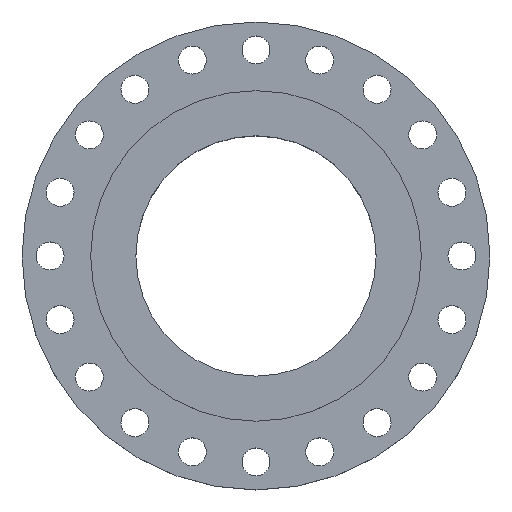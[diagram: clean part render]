
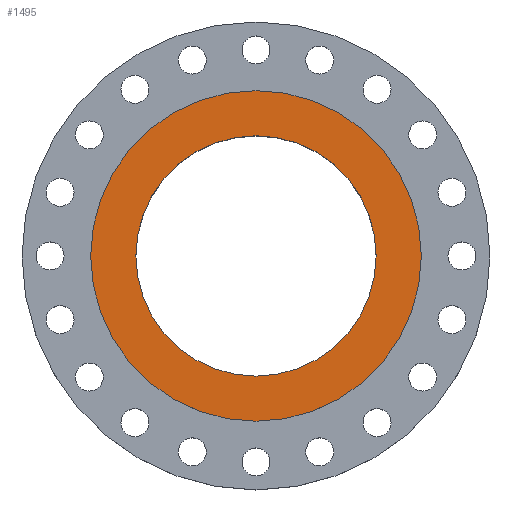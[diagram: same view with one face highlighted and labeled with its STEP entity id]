
A CAD part, top view. The second image highlights one B-rep face of the part: STEP entity #1495.
In plain terms, the highlighted planar face has unit normal (0, 0, 1).
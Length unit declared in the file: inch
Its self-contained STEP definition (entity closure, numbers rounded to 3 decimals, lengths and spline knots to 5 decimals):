
#47 = DIRECTION ( 'NONE',  ( 1., 0., 0. ) ) ;
#106 = CARTESIAN_POINT ( 'NONE',  ( 8.125, 0., 0. ) ) ;
#122 = CARTESIAN_POINT ( 'NONE',  ( -8.125, 0., 0. ) ) ;
#160 = EDGE_CURVE ( 'NONE', #1147, #515, #1352, .T. ) ;
#166 = VERTEX_POINT ( 'NONE', #1636 ) ;
#188 = CARTESIAN_POINT ( 'NONE',  ( 0., 0., 0. ) ) ;
#293 = FACE_BOUND ( 'NONE', #1350, .T. ) ;
#295 = ORIENTED_EDGE ( 'NONE', *, *, #787, .F. ) ;
#421 = EDGE_CURVE ( 'NONE', #515, #1147, #1614, .T. ) ;
#470 = EDGE_LOOP ( 'NONE', ( #884, #1245 ) ) ;
#515 = VERTEX_POINT ( 'NONE', #122 ) ;
#660 = DIRECTION ( 'NONE',  ( 1., 0., 0. ) ) ;
#732 = EDGE_CURVE ( 'NONE', #1500, #166, #1655, .T. ) ;
#774 = CARTESIAN_POINT ( 'NONE',  ( 0., 5.90625, 0. ) ) ;
#775 = AXIS2_PLACEMENT_3D ( 'NONE', #1713, #2040, #1222 ) ;
#787 = EDGE_CURVE ( 'NONE', #166, #1500, #2089, .T. ) ;
#808 = AXIS2_PLACEMENT_3D ( 'NONE', #188, #1647, #47 ) ;
#822 = ORIENTED_EDGE ( 'NONE', *, *, #732, .F. ) ;
#884 = ORIENTED_EDGE ( 'NONE', *, *, #160, .T. ) ;
#958 = DIRECTION ( 'NONE',  ( 0., 0., 1. ) ) ;
#966 = DIRECTION ( 'NONE',  ( 1., 0., 0. ) ) ;
#1097 = PLANE ( 'NONE',  #1623 ) ;
#1100 = CARTESIAN_POINT ( 'NONE',  ( 0., 0., 0. ) ) ;
#1147 = VERTEX_POINT ( 'NONE', #106 ) ;
#1222 = DIRECTION ( 'NONE',  ( 1., 0., 0. ) ) ;
#1245 = ORIENTED_EDGE ( 'NONE', *, *, #421, .T. ) ;
#1254 = CARTESIAN_POINT ( 'NONE',  ( -5.90625, 0., 0. ) ) ;
#1262 = FACE_OUTER_BOUND ( 'NONE', #470, .T. ) ;
#1350 = EDGE_LOOP ( 'NONE', ( #295, #822 ) ) ;
#1352 = CIRCLE ( 'NONE', #808, 8.125 ) ;
#1378 = AXIS2_PLACEMENT_3D ( 'NONE', #1100, #958, #966 ) ;
#1452 = DIRECTION ( 'NONE',  ( 0., 0., 1. ) ) ;
#1495 = ADVANCED_FACE ( 'NONE', ( #293, #1262 ), #1097, .F. ) ;
#1500 = VERTEX_POINT ( 'NONE', #1254 ) ;
#1614 = CIRCLE ( 'NONE', #775, 8.125 ) ;
#1623 = AXIS2_PLACEMENT_3D ( 'NONE', #774, #1690, #1878 ) ;
#1636 = CARTESIAN_POINT ( 'NONE',  ( 5.90625, 0., 0. ) ) ;
#1647 = DIRECTION ( 'NONE',  ( 0., 0., 1. ) ) ;
#1655 = CIRCLE ( 'NONE', #1378, 5.90625 ) ;
#1690 = DIRECTION ( 'NONE',  ( 0., 0., -1. ) ) ;
#1713 = CARTESIAN_POINT ( 'NONE',  ( 0., 0., 0. ) ) ;
#1721 = AXIS2_PLACEMENT_3D ( 'NONE', #1770, #1452, #660 ) ;
#1770 = CARTESIAN_POINT ( 'NONE',  ( 0., 0., 0. ) ) ;
#1878 = DIRECTION ( 'NONE',  ( -1., 0., 0. ) ) ;
#2040 = DIRECTION ( 'NONE',  ( 0., 0., 1. ) ) ;
#2089 = CIRCLE ( 'NONE', #1721, 5.90625 ) ;
